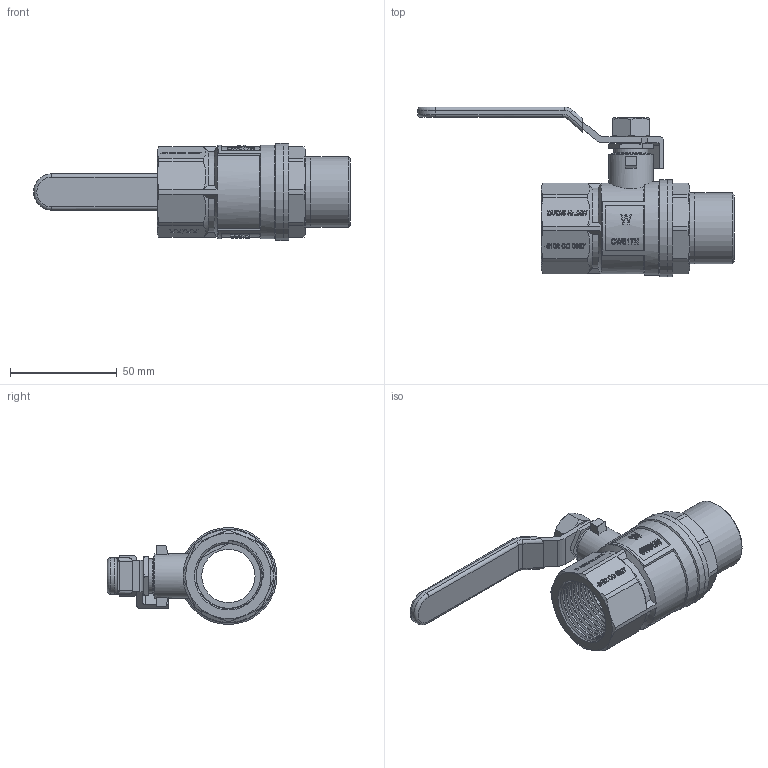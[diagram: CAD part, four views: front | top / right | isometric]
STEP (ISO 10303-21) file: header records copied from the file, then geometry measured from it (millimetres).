
FILE_DESCRIPTION(/* description */ ('Unknown'),/* implementation_level */ '2;1');
FILE_NAME(/* name */ '7501-06',/* time_stamp */ '2023-06-12T13:38:16+02:00',/* author */ ('Unknown'),/* organization */ ('Unknown'),/* preprocessor_version */ 'ST-DEVELOPER v18.102',/* originating_system */ 'Solid Edge',/* authorisation */ 'Unknown');
FILE_SCHEMA (('AUTOMOTIVE_DESIGN {1 0 10303 214 3 1 1}'));
Products named in the file (15): 7501-06-NEU-VOLL-STEP; Spinsel-co; O-Ring; 600-1-spindel; 600-1-Spindeldichtung; 600-1-Stopfbuchse; Körper-co; Kugeldichtung.1; Kugel; Einschraubteil; Körper; 600-1-Mutter-st.g.; Stahlgriff; 620-1-St-Griff; 620-1-St-Griff-u
Assembly tree (15 placements, depth 3):
  7501-06-NEU-VOLL-STEP
    Spinsel-co
      O-Ring
      600-1-spindel
      600-1-Spindeldichtung
      600-1-Stopfbuchse
    Körper-co
      Kugeldichtung.1  x2
      Kugel
      Einschraubteil
      Körper
    600-1-Mutter-st.g.
    Stahlgriff
      620-1-St-Griff
      620-1-St-Griff-u
Bounding box: 148.5 x 79.65 x 45.5 mm (x, y, z)
Volume: 77956.8 mm3; surface area: 53992.8 mm2
Topology: 12 solids, 12 shells, 1758 faces, 4878 edges, 3233 vertices
Faces by surface type: plane 1570, cylinder 106, cone 59, torus 15, bspline 5, sphere 3
Full cylindrical faces by diameter (mm): 7 x1, 8.5 x1, 8.7 x1, 12 x3, 12.1 x2, 14 x1, 14.5 x1, 16 x1, 16.3 x1, 16.5 x1, 18 x1, 18.7 x1, 21 x1, 25 x3, 25.5 x2, 31 x1, 33 x4, 33.249 x1, 33.3 x1, 39 x1, 40.5 x1, 41 x1, 44 x1, 45.5 x2
Entity records: 70318 total; most frequent: CARTESIAN_POINT 12956, ORIENTED_EDGE 9566, DIRECTION 9332, EDGE_CURVE 4783, LINE 3514, VECTOR 3514, VERTEX_POINT 3211, AXIS2_PLACEMENT_3D 2909
